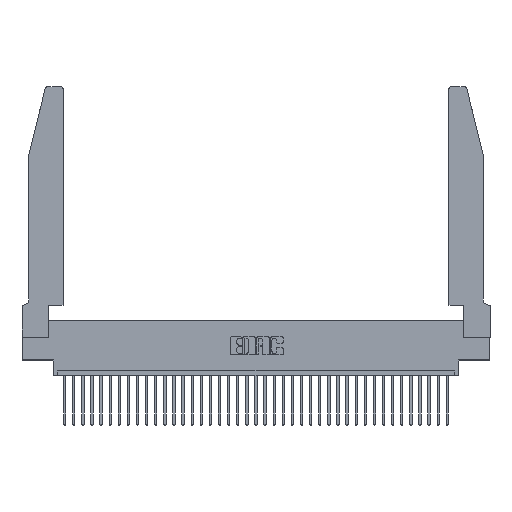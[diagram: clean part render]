
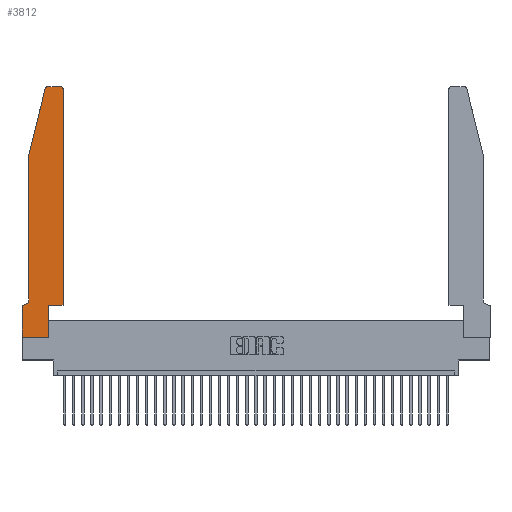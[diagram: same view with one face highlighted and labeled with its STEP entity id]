
A CAD part, top view. The second image highlights one B-rep face of the part: STEP entity #3812.
In plain terms, the highlighted planar face has unit normal (0, 0, 1).
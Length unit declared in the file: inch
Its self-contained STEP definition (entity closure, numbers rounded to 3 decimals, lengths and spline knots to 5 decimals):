
#901 = EDGE_CURVE ( 'NONE', #32428, #22481, #10197, .T. ) ;
#1218 = EDGE_CURVE ( 'NONE', #31995, #21213, #5904, .T. ) ;
#1228 = DIRECTION ( 'NONE',  ( 0., 1., 0. ) ) ;
#1229 = VERTEX_POINT ( 'NONE', #29424 ) ;
#1523 = EDGE_CURVE ( 'NONE', #20624, #21582, #19868, .T. ) ;
#2255 = DIRECTION ( 'NONE',  ( 0., -1., 0. ) ) ;
#3094 = DIRECTION ( 'NONE',  ( 1., 0., 0. ) ) ;
#3149 = ORIENTED_EDGE ( 'NONE', *, *, #1523, .T. ) ;
#3541 = ORIENTED_EDGE ( 'NONE', *, *, #31748, .T. ) ;
#3812 = ADVANCED_FACE ( 'NONE', ( #9723 ), #14916, .T. ) ;
#4422 = CARTESIAN_POINT ( 'NONE',  ( 0.284, 2.72, 0.37 ) ) ;
#4716 = DIRECTION ( 'NONE',  ( 1., 0., 0. ) ) ;
#4908 = DIRECTION ( 'NONE',  ( 0., 1., 0. ) ) ;
#4950 = CARTESIAN_POINT ( 'NONE',  ( 0.4205, 2.75, 0.37 ) ) ;
#5009 = CARTESIAN_POINT ( 'NONE',  ( 0.4505, 2.72, 0.37 ) ) ;
#5064 = AXIS2_PLACEMENT_3D ( 'NONE', #34791, #8928, #3094 ) ;
#5904 = LINE ( 'NONE', #29302, #19425 ) ;
#6408 = LINE ( 'NONE', #30459, #36060 ) ;
#6466 = VERTEX_POINT ( 'NONE', #5009 ) ;
#7259 = CARTESIAN_POINT ( 'NONE',  ( 0.0755, 0.35, 0.37 ) ) ;
#8739 = VECTOR ( 'NONE', #4908, 39.37008 ) ;
#8900 = CARTESIAN_POINT ( 'NONE',  ( 0.0055, 0.42, 0.37 ) ) ;
#8928 = DIRECTION ( 'NONE',  ( 0., 0., 1. ) ) ;
#9369 = ORIENTED_EDGE ( 'NONE', *, *, #33173, .T. ) ;
#9723 = FACE_OUTER_BOUND ( 'NONE', #14922, .T. ) ;
#9778 = EDGE_CURVE ( 'NONE', #21213, #30311, #20335, .T. ) ;
#10197 = CIRCLE ( 'NONE', #28814, 0.07 ) ;
#10237 = EDGE_CURVE ( 'NONE', #1229, #31995, #24755, .T. ) ;
#10663 = CIRCLE ( 'NONE', #16318, 0.03 ) ;
#11386 = DIRECTION ( 'NONE',  ( 0., 0., -1. ) ) ;
#11532 = CARTESIAN_POINT ( 'NONE',  ( 0.25487, 2.72718, 0.37 ) ) ;
#11686 = ORIENTED_EDGE ( 'NONE', *, *, #24558, .T. ) ;
#11828 = LINE ( 'NONE', #25697, #31602 ) ;
#13061 = DIRECTION ( 'NONE',  ( 0., -1., 0. ) ) ;
#13104 = DIRECTION ( 'NONE',  ( -1., 0., 0. ) ) ;
#14427 = DIRECTION ( 'NONE',  ( -1., 0., 0. ) ) ;
#14916 = PLANE ( 'NONE',  #5064 ) ;
#14922 = EDGE_LOOP ( 'NONE', ( #9369, #3149, #21951, #27263, #18782, #3541, #15962, #16751, #30159, #30844, #22682, #11686 ) ) ;
#15036 = DIRECTION ( 'NONE',  ( 1., 0., 0. ) ) ;
#15962 = ORIENTED_EDGE ( 'NONE', *, *, #10237, .T. ) ;
#16138 = CARTESIAN_POINT ( 'NONE',  ( 0.4505, 0.35, 0.37 ) ) ;
#16146 = DIRECTION ( 'NONE',  ( 0., 0., 1. ) ) ;
#16269 = EDGE_CURVE ( 'NONE', #23148, #6466, #16481, .T. ) ;
#16318 = AXIS2_PLACEMENT_3D ( 'NONE', #17043, #22971, #25580 ) ;
#16481 = LINE ( 'NONE', #16138, #8739 ) ;
#16751 = ORIENTED_EDGE ( 'NONE', *, *, #1218, .T. ) ;
#17043 = CARTESIAN_POINT ( 'NONE',  ( 0.4205, 2.72, 0.37 ) ) ;
#17122 = VECTOR ( 'NONE', #13061, 39.37008 ) ;
#18338 = CARTESIAN_POINT ( 'NONE',  ( 0.2865, 0., 0.37 ) ) ;
#18782 = ORIENTED_EDGE ( 'NONE', *, *, #901, .T. ) ;
#19425 = VECTOR ( 'NONE', #15036, 39.37008 ) ;
#19519 = EDGE_CURVE ( 'NONE', #24170, #32428, #26502, .T. ) ;
#19868 = CIRCLE ( 'NONE', #20222, 0.03 ) ;
#20222 = AXIS2_PLACEMENT_3D ( 'NONE', #4422, #16146, #27653 ) ;
#20335 = LINE ( 'NONE', #32965, #25256 ) ;
#20624 = VERTEX_POINT ( 'NONE', #30872 ) ;
#21213 = VERTEX_POINT ( 'NONE', #18338 ) ;
#21582 = VERTEX_POINT ( 'NONE', #11532 ) ;
#21951 = ORIENTED_EDGE ( 'NONE', *, *, #25865, .T. ) ;
#22228 = CARTESIAN_POINT ( 'NONE',  ( 0.0755, 2., 0.37 ) ) ;
#22481 = VERTEX_POINT ( 'NONE', #26935 ) ;
#22682 = ORIENTED_EDGE ( 'NONE', *, *, #16269, .T. ) ;
#22971 = DIRECTION ( 'NONE',  ( 0., 0., 1. ) ) ;
#23148 = VERTEX_POINT ( 'NONE', #33503 ) ;
#23547 = CARTESIAN_POINT ( 'NONE',  ( 0.0755, 2., 0.37 ) ) ;
#24170 = VERTEX_POINT ( 'NONE', #33989 ) ;
#24558 = EDGE_CURVE ( 'NONE', #6466, #29774, #10663, .T. ) ;
#24755 = LINE ( 'NONE', #27223, #17122 ) ;
#25256 = VECTOR ( 'NONE', #1228, 39.37008 ) ;
#25425 = VECTOR ( 'NONE', #26179, 39.37008 ) ;
#25580 = DIRECTION ( 'NONE',  ( 1., 0., 0. ) ) ;
#25697 = CARTESIAN_POINT ( 'NONE',  ( 0.2605, 2.75, 0.37 ) ) ;
#25816 = DIRECTION ( 'NONE',  ( -1., 0., 0. ) ) ;
#25865 = EDGE_CURVE ( 'NONE', #21582, #24170, #37034, .T. ) ;
#26179 = DIRECTION ( 'NONE',  ( -0.239, -0.971, 0. ) ) ;
#26502 = LINE ( 'NONE', #22228, #30533 ) ;
#26935 = CARTESIAN_POINT ( 'NONE',  ( 0.0055, 0.35, 0.37 ) ) ;
#27223 = CARTESIAN_POINT ( 'NONE',  ( 0., 0., 0.37 ) ) ;
#27263 = ORIENTED_EDGE ( 'NONE', *, *, #19519, .T. ) ;
#27653 = DIRECTION ( 'NONE',  ( 1., 0., 0. ) ) ;
#27786 = CARTESIAN_POINT ( 'NONE',  ( 0.2865, 0.35, 0.37 ) ) ;
#28814 = AXIS2_PLACEMENT_3D ( 'NONE', #8900, #11386, #14427 ) ;
#29302 = CARTESIAN_POINT ( 'NONE',  ( 0., 0., 0.37 ) ) ;
#29424 = CARTESIAN_POINT ( 'NONE',  ( 0., 0.35, 0.37 ) ) ;
#29774 = VERTEX_POINT ( 'NONE', #4950 ) ;
#30159 = ORIENTED_EDGE ( 'NONE', *, *, #9778, .T. ) ;
#30311 = VERTEX_POINT ( 'NONE', #27786 ) ;
#30441 = VECTOR ( 'NONE', #13104, 39.37008 ) ;
#30459 = CARTESIAN_POINT ( 'NONE',  ( 0.4505, 0.35, 0.37 ) ) ;
#30533 = VECTOR ( 'NONE', #2255, 39.37008 ) ;
#30844 = ORIENTED_EDGE ( 'NONE', *, *, #32896, .T. ) ;
#30872 = CARTESIAN_POINT ( 'NONE',  ( 0.284, 2.75, 0.37 ) ) ;
#30923 = LINE ( 'NONE', #7259, #30441 ) ;
#31602 = VECTOR ( 'NONE', #25816, 39.37008 ) ;
#31748 = EDGE_CURVE ( 'NONE', #22481, #1229, #30923, .T. ) ;
#31995 = VERTEX_POINT ( 'NONE', #36213 ) ;
#32428 = VERTEX_POINT ( 'NONE', #34347 ) ;
#32896 = EDGE_CURVE ( 'NONE', #30311, #23148, #6408, .T. ) ;
#32965 = CARTESIAN_POINT ( 'NONE',  ( 0.2865, 0.35, 0.37 ) ) ;
#33173 = EDGE_CURVE ( 'NONE', #29774, #20624, #11828, .T. ) ;
#33503 = CARTESIAN_POINT ( 'NONE',  ( 0.4505, 0.35, 0.37 ) ) ;
#33989 = CARTESIAN_POINT ( 'NONE',  ( 0.0755, 2., 0.37 ) ) ;
#34347 = CARTESIAN_POINT ( 'NONE',  ( 0.0755, 0.42, 0.37 ) ) ;
#34791 = CARTESIAN_POINT ( 'NONE',  ( 0., 0.35, 0.37 ) ) ;
#36060 = VECTOR ( 'NONE', #4716, 39.37008 ) ;
#36213 = CARTESIAN_POINT ( 'NONE',  ( 0., 0., 0.37 ) ) ;
#37034 = LINE ( 'NONE', #23547, #25425 ) ;
